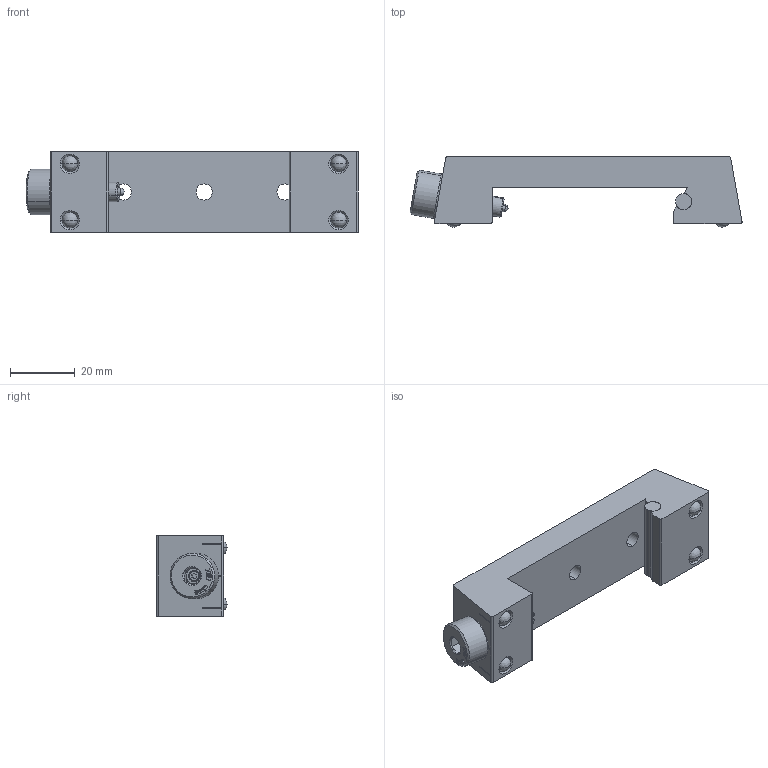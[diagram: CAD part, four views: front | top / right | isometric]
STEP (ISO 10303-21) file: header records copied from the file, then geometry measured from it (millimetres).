
FILE_DESCRIPTION (( 'STEP AP203' ), '1' );
FILE_NAME ('CSCA-25D.STEP', '2025-09-15T05:46:37', ( '' ), ( '' ), 'SwSTEP 2.0', 'SolidWorks 2020', '' );
FILE_SCHEMA (( 'CONFIG_CONTROL_DESIGN' ));
Length unit declared in the file: millimetre
Products named in the file (1): CSCA-25D
Bounding box: 102.59 x 21.7 x 25 mm (x, y, z)
Volume: 31887.3 mm3; surface area: 11711.1 mm2
Topology: 9 solids, 9 shells, 558 faces, 1504 edges, 976 vertices
Faces by surface type: plane 324, bspline 150, cylinder 46, cone 30, sphere 8
Entity records: 24707 total; most frequent: CARTESIAN_POINT 11684, ORIENTED_EDGE 2952, DIRECTION 2144, EDGE_CURVE 1476, LINE 1044, VECTOR 1044, VERTEX_POINT 972, EDGE_LOOP 604
